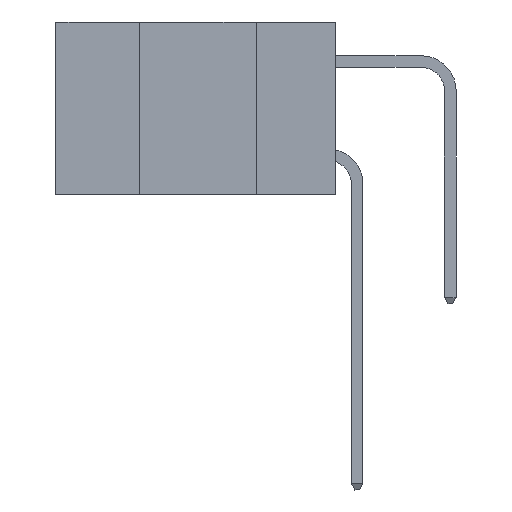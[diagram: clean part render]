
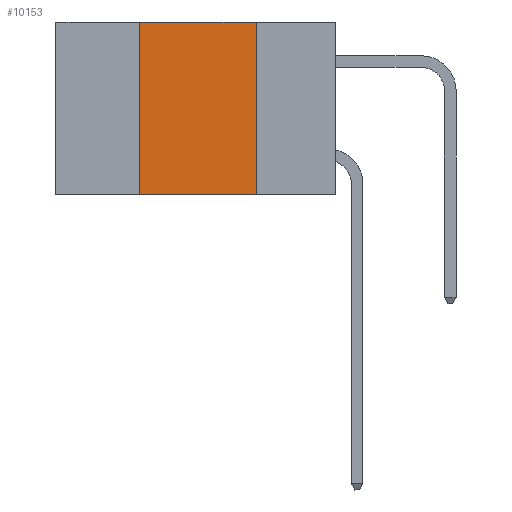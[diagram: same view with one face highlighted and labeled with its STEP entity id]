
A CAD part, left-side view. The second image highlights one B-rep face of the part: STEP entity #10153.
In plain terms, the highlighted planar face has unit normal (-1, 0, 0).
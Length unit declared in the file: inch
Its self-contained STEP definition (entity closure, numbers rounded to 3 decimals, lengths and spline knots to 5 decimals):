
#569 = CARTESIAN_POINT ( 'NONE',  ( 0., 0.17, -0.37 ) ) ;
#668 = VECTOR ( 'NONE', #10272, 39.37008 ) ;
#2626 = VECTOR ( 'NONE', #8639, 39.37008 ) ;
#2676 = VERTEX_POINT ( 'NONE', #11034 ) ;
#3598 = ORIENTED_EDGE ( 'NONE', *, *, #22571, .F. ) ;
#4058 = VERTEX_POINT ( 'NONE', #20939 ) ;
#5160 = ORIENTED_EDGE ( 'NONE', *, *, #12538, .T. ) ;
#6704 = CARTESIAN_POINT ( 'NONE',  ( 0., 0.6, 0. ) ) ;
#7692 = LINE ( 'NONE', #6704, #668 ) ;
#8639 = DIRECTION ( 'NONE',  ( 0., 0., -1. ) ) ;
#8659 = LINE ( 'NONE', #14671, #16716 ) ;
#8767 = CARTESIAN_POINT ( 'NONE',  ( 0., 0.42, 0. ) ) ;
#9546 = ORIENTED_EDGE ( 'NONE', *, *, #17967, .F. ) ;
#9865 = EDGE_CURVE ( 'NONE', #4058, #2676, #7692, .T. ) ;
#10153 = ADVANCED_FACE ( 'NONE', ( #22669 ), #13153, .F. ) ;
#10272 = DIRECTION ( 'NONE',  ( 0., -1., 0. ) ) ;
#10545 = DIRECTION ( 'NONE',  ( 0., 0., 1. ) ) ;
#10623 = CARTESIAN_POINT ( 'NONE',  ( 0., 0.42, -0.37 ) ) ;
#11034 = CARTESIAN_POINT ( 'NONE',  ( 0., 0.17, 0. ) ) ;
#11664 = CARTESIAN_POINT ( 'NONE',  ( 0., 0.6, 0. ) ) ;
#12123 = EDGE_LOOP ( 'NONE', ( #3598, #22550, #9546, #5160 ) ) ;
#12538 = EDGE_CURVE ( 'NONE', #17923, #19095, #8659, .T. ) ;
#12646 = AXIS2_PLACEMENT_3D ( 'NONE', #11664, #12933, #22077 ) ;
#12933 = DIRECTION ( 'NONE',  ( 1., 0., 0. ) ) ;
#13153 = PLANE ( 'NONE',  #12646 ) ;
#13705 = VECTOR ( 'NONE', #10545, 39.37008 ) ;
#14671 = CARTESIAN_POINT ( 'NONE',  ( 0., 0.6, -0.37 ) ) ;
#15504 = LINE ( 'NONE', #22730, #2626 ) ;
#16716 = VECTOR ( 'NONE', #20178, 39.37008 ) ;
#17923 = VERTEX_POINT ( 'NONE', #10623 ) ;
#17967 = EDGE_CURVE ( 'NONE', #17923, #4058, #19505, .T. ) ;
#19095 = VERTEX_POINT ( 'NONE', #569 ) ;
#19505 = LINE ( 'NONE', #8767, #13705 ) ;
#20178 = DIRECTION ( 'NONE',  ( 0., -1., 0. ) ) ;
#20939 = CARTESIAN_POINT ( 'NONE',  ( 0., 0.42, 0. ) ) ;
#22077 = DIRECTION ( 'NONE',  ( 0., 0., -1. ) ) ;
#22550 = ORIENTED_EDGE ( 'NONE', *, *, #9865, .F. ) ;
#22571 = EDGE_CURVE ( 'NONE', #2676, #19095, #15504, .T. ) ;
#22669 = FACE_OUTER_BOUND ( 'NONE', #12123, .T. ) ;
#22730 = CARTESIAN_POINT ( 'NONE',  ( 0., 0.17, 0. ) ) ;
